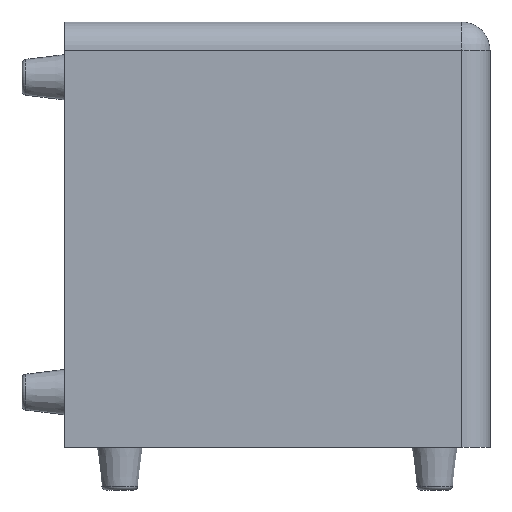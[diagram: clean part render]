
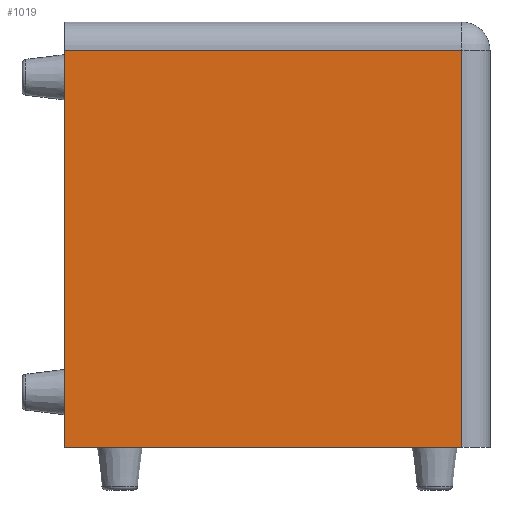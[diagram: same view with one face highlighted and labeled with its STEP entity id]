
A CAD part, left-side view. The second image highlights one B-rep face of the part: STEP entity #1019.
In plain terms, the highlighted planar face has unit normal (-1, 0, 0).
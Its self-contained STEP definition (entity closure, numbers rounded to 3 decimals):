
#32=PLANE('',#1189);
#81=LINE('',#1815,#125);
#84=LINE('',#1821,#128);
#95=LINE('',#1846,#139);
#96=LINE('',#1847,#140);
#125=VECTOR('',#1491,28.);
#128=VECTOR('',#1496,28.);
#139=VECTOR('',#1517,28.);
#140=VECTOR('',#1518,28.);
#193=FACE_OUTER_BOUND('',#257,.T.);
#257=EDGE_LOOP('',(#864,#865,#866,#867));
#466=VERTEX_POINT('',#1812);
#467=VERTEX_POINT('',#1814);
#469=VERTEX_POINT('',#1820);
#478=VERTEX_POINT('',#1845);
#600=EDGE_CURVE('',#467,#466,#81,.T.);
#603=EDGE_CURVE('',#469,#467,#84,.T.);
#616=EDGE_CURVE('',#466,#478,#95,.T.);
#617=EDGE_CURVE('',#478,#469,#96,.T.);
#864=ORIENTED_EDGE('',*,*,#600,.T.);
#865=ORIENTED_EDGE('',*,*,#616,.T.);
#866=ORIENTED_EDGE('',*,*,#617,.T.);
#867=ORIENTED_EDGE('',*,*,#603,.T.);
#1019=ADVANCED_FACE('',(#193),#32,.F.);
#1189=AXIS2_PLACEMENT_3D('',#1844,#1515,#1516);
#1491=DIRECTION('',(0.,-1.,0.));
#1496=DIRECTION('',(0.,0.,-1.));
#1515=DIRECTION('center_axis',(1.,0.,0.));
#1516=DIRECTION('ref_axis',(0.,0.,-1.));
#1517=DIRECTION('',(0.,0.,1.));
#1518=DIRECTION('',(0.,1.,0.));
#1812=CARTESIAN_POINT('',(-15.,-13.,-15.));
#1814=CARTESIAN_POINT('',(-15.,15.,-15.));
#1815=CARTESIAN_POINT('',(-15.,15.,-15.));
#1820=CARTESIAN_POINT('',(-15.,15.,13.));
#1821=CARTESIAN_POINT('',(-15.,15.,13.));
#1844=CARTESIAN_POINT('Origin',(-15.,15.,15.));
#1845=CARTESIAN_POINT('',(-15.,-13.,13.));
#1846=CARTESIAN_POINT('',(-15.,-13.,-15.));
#1847=CARTESIAN_POINT('',(-15.,-13.,13.));
